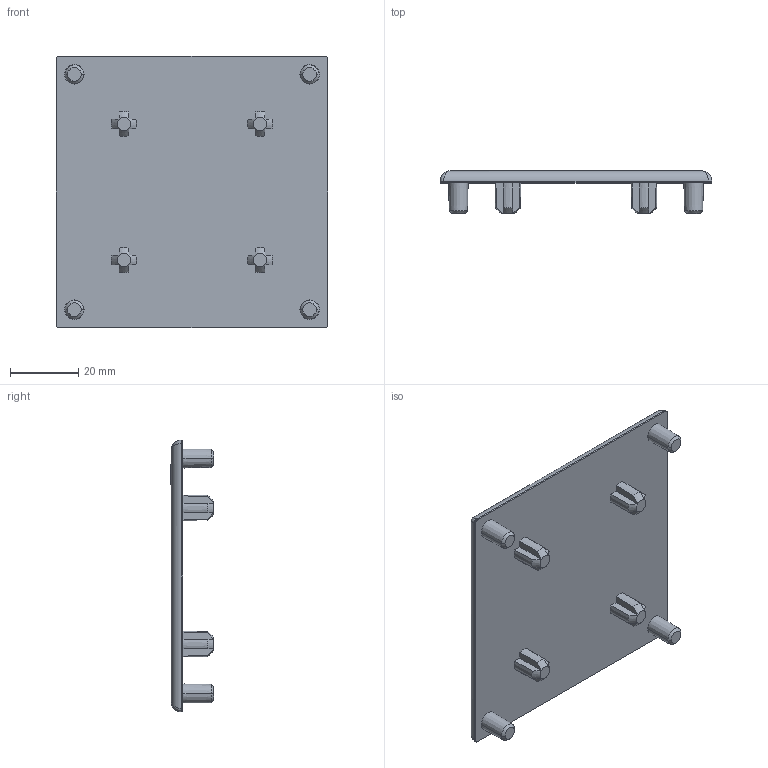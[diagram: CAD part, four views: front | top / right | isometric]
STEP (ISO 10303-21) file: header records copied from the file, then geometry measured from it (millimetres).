
FILE_DESCRIPTION((''),'2;1');
FILE_NAME('12184_POKROV_PRO_PA_80X80_SIV','2022-09-19T08:25:02',('PredragRovcanin'),('Audax d.o.o.'),'CREO PARAMETRIC BY PTC INC, 2020281','CREO PARAMETRIC BY PTC INC, 2020281','');
FILE_SCHEMA(('AP242_MANAGED_MODEL_BASED_3D_ENGINEERING_MIM_LF { 1 0 10303 442 1 1 4 }'));
Length unit declared in the file: millimetre
Products named in the file (1): 12184_POKROV_PRO_PA_80X80_SIV
Bounding box: 79.8 x 12.7 x 79.8 mm (x, y, z)
Volume: 23663.7 mm3; surface area: 14931 mm2
Topology: 1 solids, 1 shells, 117 faces, 268 edges, 172 vertices
Faces by surface type: plane 51, cone 48, cylinder 10, bspline 4, extrusion 4
Entity records: 4930 total; most frequent: CARTESIAN_POINT 1144, ORIENTED_EDGE 520, DIRECTION 496, COLOUR_RGB 322, PRESENTATION_STYLE_ASSIGNMENT 270, STYLED_ITEM 270, CURVE_STYLE 269, EDGE_CURVE 260
